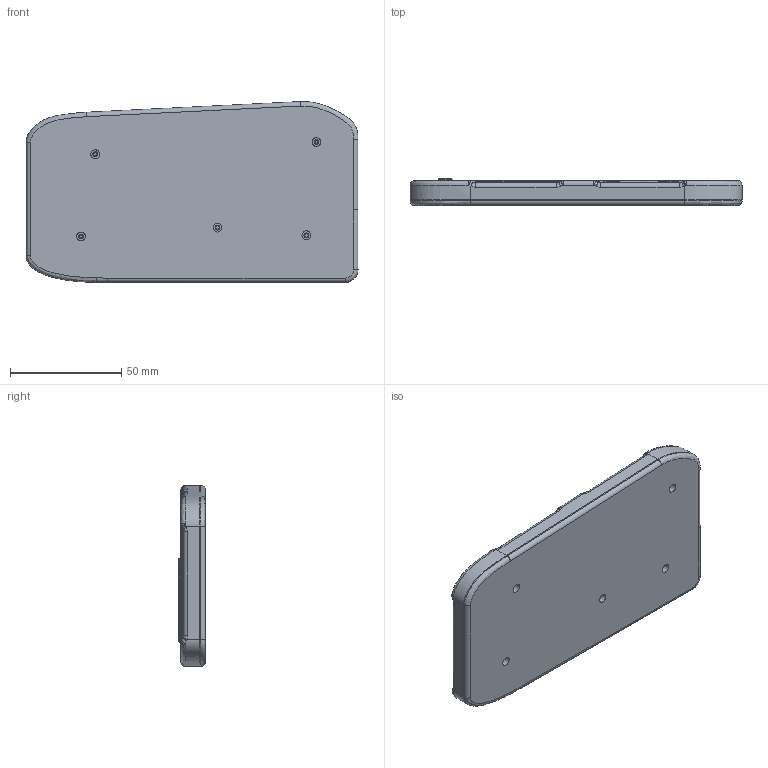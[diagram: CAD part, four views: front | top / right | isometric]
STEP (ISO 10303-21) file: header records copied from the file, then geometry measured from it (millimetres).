
FILE_DESCRIPTION(/* description */ (''),/* implementation_level */ '2;1');
FILE_NAME(/* name */ 'Pocket organ V11 enclosure v21.step',/* time_stamp */ '2020-03-28T17:38:47+08:00',/* author */ (''),/* organization */ (''),/* preprocessor_version */ 'ST-DEVELOPER v18',/* originating_system */ 'Autodesk Translation Framework v8.12.0.6',/* authorisation */ '');
FILE_SCHEMA (('AUTOMOTIVE_DESIGN { 1 0 10303 214 3 1 1 }'));
Length unit declared in the file: millimetre
Products named in the file (1): Pocket organ V11 enclosure
Bounding box: 149.4 x 12.1 x 81.42 mm (x, y, z)
Volume: 46904.9 mm3; surface area: 56340.4 mm2
Topology: 2 solids, 2 shells, 548 faces, 1340 edges, 849 vertices
Faces by surface type: plane 272, bspline 161, cylinder 86, cone 23, torus 6
Full cylindrical faces by diameter (mm): 2.2 x5, 3.6 x4, 4 x5, 18.001 x8
Entity records: 23812 total; most frequent: CARTESIAN_POINT 11621, ORIENTED_EDGE 2676, DIRECTION 2150, EDGE_CURVE 1338, VERTEX_POINT 849, LINE 786, VECTOR 786, AXIS2_PLACEMENT_3D 682
